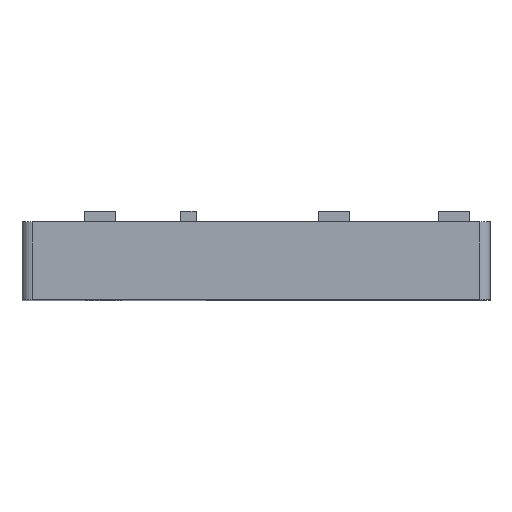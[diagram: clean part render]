
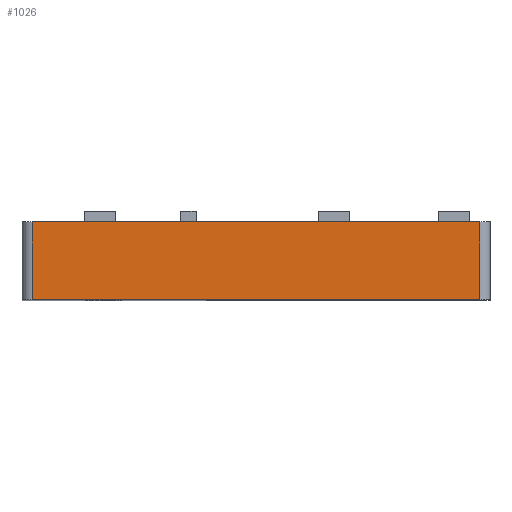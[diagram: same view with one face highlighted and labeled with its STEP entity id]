
A CAD part, top view. The second image highlights one B-rep face of the part: STEP entity #1026.
In plain terms, the highlighted planar face has unit normal (0, 0, 1).
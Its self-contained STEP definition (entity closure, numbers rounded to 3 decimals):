
#24 = EDGE_LOOP ( 'NONE', ( #735, #1492, #1886, #1178 ) ) ;
#177 = CARTESIAN_POINT ( 'NONE',  ( 90., 15., 0. ) ) ;
#303 = DIRECTION ( 'NONE',  ( 0., 1., 0. ) ) ;
#345 = CARTESIAN_POINT ( 'NONE',  ( 90., 15., 0. ) ) ;
#390 = EDGE_CURVE ( 'NONE', #1876, #1336, #1709, .T. ) ;
#438 = CARTESIAN_POINT ( 'NONE',  ( 88., 0., 0. ) ) ;
#492 = DIRECTION ( 'NONE',  ( 0., 0., -1. ) ) ;
#612 = LINE ( 'NONE', #1239, #1521 ) ;
#624 = CARTESIAN_POINT ( 'NONE',  ( 90., 0., 0. ) ) ;
#628 = VERTEX_POINT ( 'NONE', #1005 ) ;
#735 = ORIENTED_EDGE ( 'NONE', *, *, #1562, .F. ) ;
#749 = DIRECTION ( 'NONE',  ( 1., 0., 0. ) ) ;
#879 = EDGE_CURVE ( 'NONE', #1589, #628, #612, .T. ) ;
#912 = EDGE_CURVE ( 'NONE', #628, #1876, #1686, .T. ) ;
#928 = LINE ( 'NONE', #177, #1455 ) ;
#966 = CARTESIAN_POINT ( 'NONE',  ( 2., 15., 0. ) ) ;
#989 = VECTOR ( 'NONE', #303, 1000. ) ;
#1005 = CARTESIAN_POINT ( 'NONE',  ( 2., 0., 0. ) ) ;
#1026 = ADVANCED_FACE ( 'NONE', ( #1274 ), #1901, .F. ) ;
#1099 = DIRECTION ( 'NONE',  ( 0., -1., 0. ) ) ;
#1125 = DIRECTION ( 'NONE',  ( -1., 0., 0. ) ) ;
#1178 = ORIENTED_EDGE ( 'NONE', *, *, #390, .T. ) ;
#1205 = CARTESIAN_POINT ( 'NONE',  ( 88., 15., 0. ) ) ;
#1239 = CARTESIAN_POINT ( 'NONE',  ( 2., 15., 0. ) ) ;
#1274 = FACE_OUTER_BOUND ( 'NONE', #24, .T. ) ;
#1287 = DIRECTION ( 'NONE',  ( 1., 0., 0. ) ) ;
#1336 = VERTEX_POINT ( 'NONE', #1369 ) ;
#1369 = CARTESIAN_POINT ( 'NONE',  ( 88., 15., 0. ) ) ;
#1452 = AXIS2_PLACEMENT_3D ( 'NONE', #345, #492, #1125 ) ;
#1455 = VECTOR ( 'NONE', #1287, 1000. ) ;
#1492 = ORIENTED_EDGE ( 'NONE', *, *, #879, .T. ) ;
#1521 = VECTOR ( 'NONE', #1099, 1000. ) ;
#1562 = EDGE_CURVE ( 'NONE', #1589, #1336, #928, .T. ) ;
#1589 = VERTEX_POINT ( 'NONE', #966 ) ;
#1686 = LINE ( 'NONE', #624, #1781 ) ;
#1709 = LINE ( 'NONE', #1205, #989 ) ;
#1781 = VECTOR ( 'NONE', #749, 1000. ) ;
#1876 = VERTEX_POINT ( 'NONE', #438 ) ;
#1886 = ORIENTED_EDGE ( 'NONE', *, *, #912, .T. ) ;
#1901 = PLANE ( 'NONE',  #1452 ) ;
